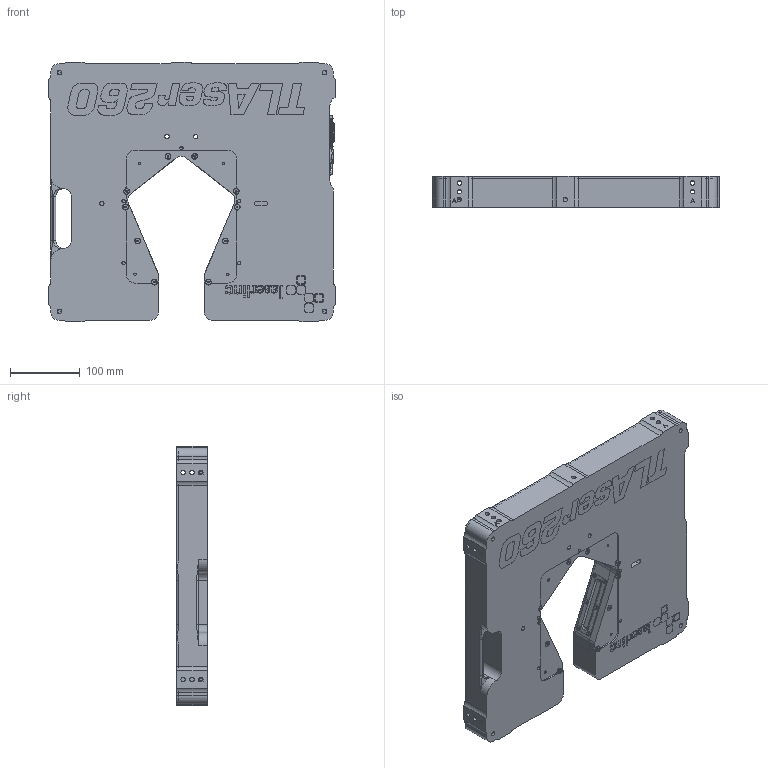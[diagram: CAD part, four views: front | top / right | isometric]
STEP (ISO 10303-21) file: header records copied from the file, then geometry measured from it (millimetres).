
FILE_DESCRIPTION (( 'STEP AP203' ), '1' );
FILE_NAME ('00260-01 TLAser260 Dual-Axis Micrometer.STEP', '2014-10-02T15:57:26', ( 'Mark' ), ( '' ), 'SwSTEP 2.0', 'SolidWorks 2014', '' );
FILE_SCHEMA (( 'CONFIG_CONTROL_DESIGN' ));
Products named in the file (1): 00260-01 TLAser260 Dual-Axis Micrometer
Bounding box: 411.48 x 44.45 x 373.38 mm (x, y, z)
Surface area: 400674.7 mm2 (no closed solid volume)
Topology: 0 solids, 272 shells, 1650 faces, 7662 edges, 5988 vertices
Faces by surface type: plane 855, cone 368, cylinder 291, torus 69, bspline 59, sphere 8
Entity records: 85109 total; most frequent: CARTESIAN_POINT 26403, DIRECTION 11505, ORIENTED_EDGE 10465, EDGE_CURVE 7604, VERTEX_POINT 5988, VECTOR 4061, LINE 4061, AXIS2_PLACEMENT_3D 3722
